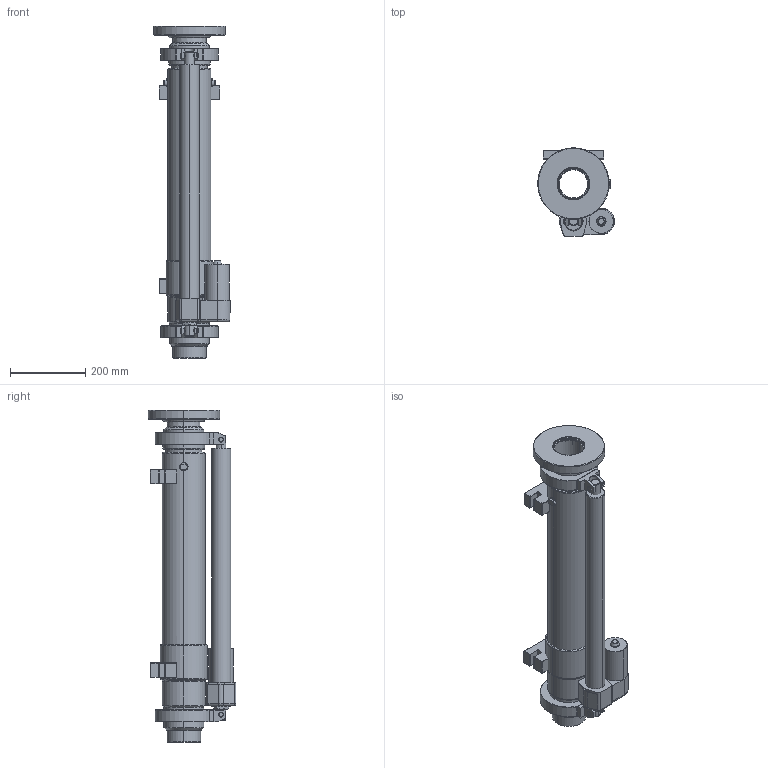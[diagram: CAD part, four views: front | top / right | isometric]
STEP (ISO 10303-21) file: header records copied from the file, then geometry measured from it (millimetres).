
FILE_DESCRIPTION (( 'STEP AP214' ), '1' );
FILE_NAME ('8598_ExtenderDD.STEP', '2010-10-14T16:15:21', ( 'IDS-3' ), ( '' ), 'SwSTEP 2.0', 'SolidWorks 2010', '' );
FILE_SCHEMA (( 'AUTOMOTIVE_DESIGN' ));
Length unit declared in the file: inch
Products named in the file (17): MainCopy of Extender-10NULL; Products.Monitors.8598 (Extender)-8598 (Extender)66675001TUBE (INNER) 859840NULL; Products.Monitors.8598 (Extender)-8598 (Extender)10844001ADAPTER-OUTLET 8598220NULL; Products.Monitors.8598 (Extender)-8598 (Extender)11521001ELECTRACK 10 ASSY (18 IN. W-PLUG) 12V20NULL; Products.Monitors.8598 (Extender)-8598 (Extender)ROD-ELECTRAK 1010NULL; Products.Monitors.8598 (Extender)-8598 (Extender)ACT-ELECTRAK 1020NULL; Release-Details 30000 - 34999310300003.0-150# FF FORGED STEEL COMP FLG20NULL; Products.Monitors.8598 (Extender)-8598 (Extender)20432001CLAMP-MNTG BRACKET 8598220NULL; Products.Monitors.8598 (Extender)-8598 (Extender)17841001BRACKET-ACTUATOR MNTG 859810NULL; Products.Monitors.8598 (Extender)-8598 (Extender)33409001SCREW-GUIDESTOP 8598120NULL; Products.Monitors.8312 (Xtender)-8312 (Xtender) Electric Proto-type51130001PIN-PIVOT FOR 28530NULL; Products.Monitors.8598 (Extender)-8598 (Extender)65102000PRESSURE SWITCH 859830NULL; Products.Monitors.8598 (Extender)-8598 (Extender)10498001ADAPTER-INLET (VICT) 859860NULL; Products.Monitors.8598 (Extender)-8598 (Extender)51135001PIN-PIVOT (UPPER) 8297ZRO10NULL; Products.Monitors.8598 (Extender)-8598 (Extender)66676001OUTER TUBE WBRACKET 8598530NULL; Products.Monitors.8598 (Extender)-8598 (Extender)17835001BRACKET-MNTG (EXTRUSION) 859810NULL; 8598_ExtenderDD
Assembly tree (19 placements, depth 4):
  8598_ExtenderDD
    MainCopy of Extender-10NULL
      Products.Monitors.8598 (Extender)-8598 (Extender)10498001ADAPTER-INLET (VICT) 859860NULL
      Products.Monitors.8598 (Extender)-8598 (Extender)10844001ADAPTER-OUTLET 8598220NULL
      Products.Monitors.8598 (Extender)-8598 (Extender)65102000PRESSURE SWITCH 859830NULL
      Products.Monitors.8598 (Extender)-8598 (Extender)20432001CLAMP-MNTG BRACKET 8598220NULL  x2
      Products.Monitors.8598 (Extender)-8598 (Extender)11521001ELECTRACK 10 ASSY (18 IN. W-PLUG) 12V20NULL
        Products.Monitors.8598 (Extender)-8598 (Extender)ACT-ELECTRAK 1020NULL
        Products.Monitors.8598 (Extender)-8598 (Extender)ROD-ELECTRAK 1010NULL
      Products.Monitors.8312 (Xtender)-8312 (Xtender) Electric Proto-type51130001PIN-PIVOT FOR 28530NULL
      Release-Details 30000 - 34999310300003.0-150# FF FORGED STEEL COMP FLG20NULL
      Products.Monitors.8598 (Extender)-8598 (Extender)33409001SCREW-GUIDESTOP 8598120NULL  x2
      Products.Monitors.8598 (Extender)-8598 (Extender)66675001TUBE (INNER) 859840NULL
      Products.Monitors.8598 (Extender)-8598 (Extender)17841001BRACKET-ACTUATOR MNTG 859810NULL  x2
      Products.Monitors.8598 (Extender)-8598 (Extender)17835001BRACKET-MNTG (EXTRUSION) 859810NULL
      Products.Monitors.8598 (Extender)-8598 (Extender)66676001OUTER TUBE WBRACKET 8598530NULL
      Products.Monitors.8598 (Extender)-8598 (Extender)51135001PIN-PIVOT (UPPER) 8297ZRO10NULL
Bounding box: 204.09 x 233.84 x 883.22 mm (x, y, z)
Volume: 9379624.2 mm3; surface area: 1434440.7 mm2
Topology: 17 solids, 17 shells, 659 faces, 1528 edges, 919 vertices
Faces by surface type: plane 246, cone 185, cylinder 154, torus 38, bspline 32, sphere 4
Entity records: 25303 total; most frequent: CARTESIAN_POINT 9221, DIRECTION 2713, ORIENTED_EDGE 2606, EDGE_CURVE 1303, AXIS2_PLACEMENT_3D 1035, VERTEX_POINT 778, LINE 643, VECTOR 643
